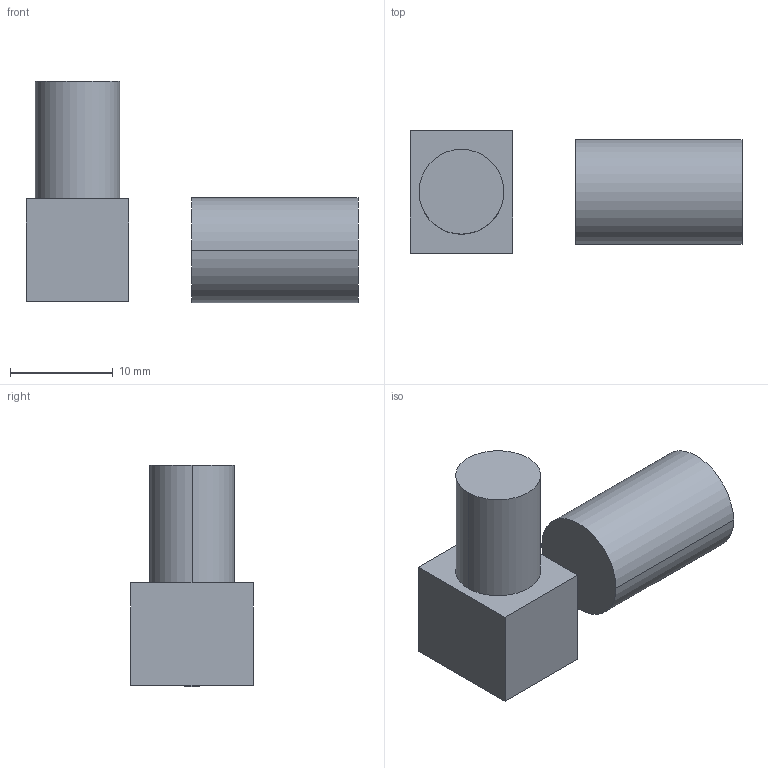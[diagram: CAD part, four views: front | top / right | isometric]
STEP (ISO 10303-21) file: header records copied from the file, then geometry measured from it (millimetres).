
FILE_DESCRIPTION(('STEP AP214'),'1');
FILE_NAME('test3a.stp','2023-11-02T07:24:31',(' '),(' '),'Spatial InterOp 3D',' ',' ');
FILE_SCHEMA(('AUTOMOTIVE_DESIGN { 1 0 10303 214 1 1 1 1 }'));
Length unit declared in the file: centimetre
Products named in the file (4): Component1; Component11; test3a; Component's 2 replacement
Assembly tree (2 placements, depth 3):
  test3a
    Component1
      Component11
  Component's 2 replacement
Bounding box: 32.27 x 11.9 x 21.52 mm (x, y, z)
Volume: 3119.9 mm3; surface area: 1759.8 mm2
Topology: 3 solids, 3 shells, 14 faces, 24 edges, 16 vertices
Faces by surface type: plane 10, cylinder 4
Entity records: 564 total; most frequent: DIRECTION 70, CARTESIAN_POINT 59, ORIENTED_EDGE 48, AXIS2_PLACEMENT_3D 27, EDGE_CURVE 24, STYLED_ITEM 17, PRESENTATION_STYLE_ASSIGNMENT 17, SURFACE_STYLE_USAGE 17
